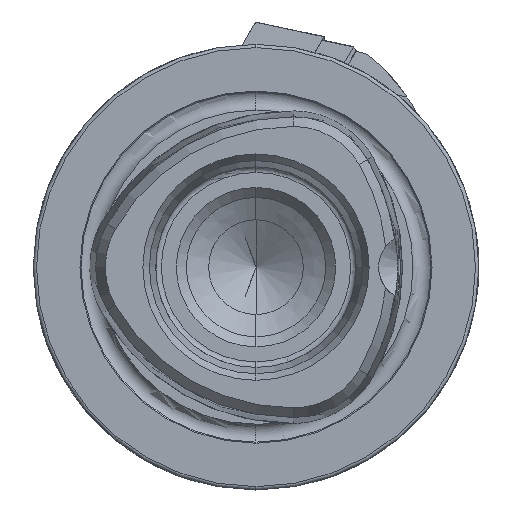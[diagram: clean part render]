
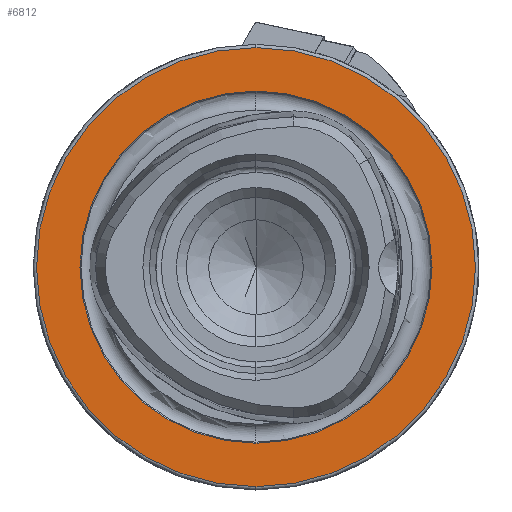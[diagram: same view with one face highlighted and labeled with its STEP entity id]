
A CAD part, left-side view. The second image highlights one B-rep face of the part: STEP entity #6812.
In plain terms, the highlighted planar face has unit normal (-1, 0, 0).
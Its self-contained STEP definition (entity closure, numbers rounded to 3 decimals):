
#882 = EDGE_CURVE ( 'NONE', #2467, #2481, #6082, .T. ) ;
#886 = EDGE_CURVE ( 'NONE', #1580, #2394, #6065, .T. ) ;
#1066 = AXIS2_PLACEMENT_3D ( 'NONE', #11788, #11787, #11786 ) ;
#1069 = AXIS2_PLACEMENT_3D ( 'NONE', #11774, #11773, #11772 ) ;
#1580 = VERTEX_POINT ( 'NONE', #6433 ) ;
#2213 = EDGE_LOOP ( 'NONE', ( #9559, #9564 ) ) ;
#2224 = EDGE_LOOP ( 'NONE', ( #5982, #5975 ) ) ;
#2394 = VERTEX_POINT ( 'NONE', #10090 ) ;
#2467 = VERTEX_POINT ( 'NONE', #9530 ) ;
#2481 = VERTEX_POINT ( 'NONE', #9213 ) ;
#2566 = DIRECTION ( 'NONE',  ( 0., 0., 1. ) ) ;
#2567 = DIRECTION ( 'NONE',  ( -1., 0., 0. ) ) ;
#2568 = CARTESIAN_POINT ( 'NONE',  ( 0., 0., 0. ) ) ;
#2570 = DIRECTION ( 'NONE',  ( 0., 0., 1. ) ) ;
#2571 = DIRECTION ( 'NONE',  ( -1., 0., 0. ) ) ;
#2572 = CARTESIAN_POINT ( 'NONE',  ( 0., 0., 0. ) ) ;
#5851 = EDGE_CURVE ( 'NONE', #2394, #1580, #10778, .T. ) ;
#5852 = EDGE_CURVE ( 'NONE', #2481, #2467, #10779, .T. ) ;
#5975 = ORIENTED_EDGE ( 'NONE', *, *, #886, .F. ) ;
#5982 = ORIENTED_EDGE ( 'NONE', *, *, #5851, .F. ) ;
#6065 = CIRCLE ( 'NONE', #1069, 15.8 ) ;
#6082 = CIRCLE ( 'NONE', #1066, 19.7 ) ;
#6433 = CARTESIAN_POINT ( 'NONE',  ( 0., 0., -15.8 ) ) ;
#6812 = ADVANCED_FACE ( 'NONE', ( #11357, #11364 ), #7168, .F. ) ;
#7162 = CARTESIAN_POINT ( 'NONE',  ( 0., 15.8, 0. ) ) ;
#7168 = PLANE ( 'NONE',  #8222 ) ;
#7171 = DIRECTION ( 'NONE',  ( 1., 0., 0. ) ) ;
#7173 = DIRECTION ( 'NONE',  ( 0., 0., -1. ) ) ;
#8222 = AXIS2_PLACEMENT_3D ( 'NONE', #7162, #7171, #7173 ) ;
#9213 = CARTESIAN_POINT ( 'NONE',  ( 0., 0., -19.7 ) ) ;
#9530 = CARTESIAN_POINT ( 'NONE',  ( 0., 0., 19.7 ) ) ;
#9559 = ORIENTED_EDGE ( 'NONE', *, *, #882, .T. ) ;
#9564 = ORIENTED_EDGE ( 'NONE', *, *, #5852, .T. ) ;
#9692 = AXIS2_PLACEMENT_3D ( 'NONE', #2572, #2571, #2570 ) ;
#9693 = AXIS2_PLACEMENT_3D ( 'NONE', #2568, #2567, #2566 ) ;
#10090 = CARTESIAN_POINT ( 'NONE',  ( 0., 0., 15.8 ) ) ;
#10778 = CIRCLE ( 'NONE', #9692, 15.8 ) ;
#10779 = CIRCLE ( 'NONE', #9693, 19.7 ) ;
#11357 = FACE_BOUND ( 'NONE', #2224, .T. ) ;
#11364 = FACE_OUTER_BOUND ( 'NONE', #2213, .T. ) ;
#11772 = DIRECTION ( 'NONE',  ( 0., 0., 1. ) ) ;
#11773 = DIRECTION ( 'NONE',  ( -1., 0., 0. ) ) ;
#11774 = CARTESIAN_POINT ( 'NONE',  ( 0., 0., 0. ) ) ;
#11786 = DIRECTION ( 'NONE',  ( 0., 0., 1. ) ) ;
#11787 = DIRECTION ( 'NONE',  ( -1., 0., 0. ) ) ;
#11788 = CARTESIAN_POINT ( 'NONE',  ( 0., 0., 0. ) ) ;
